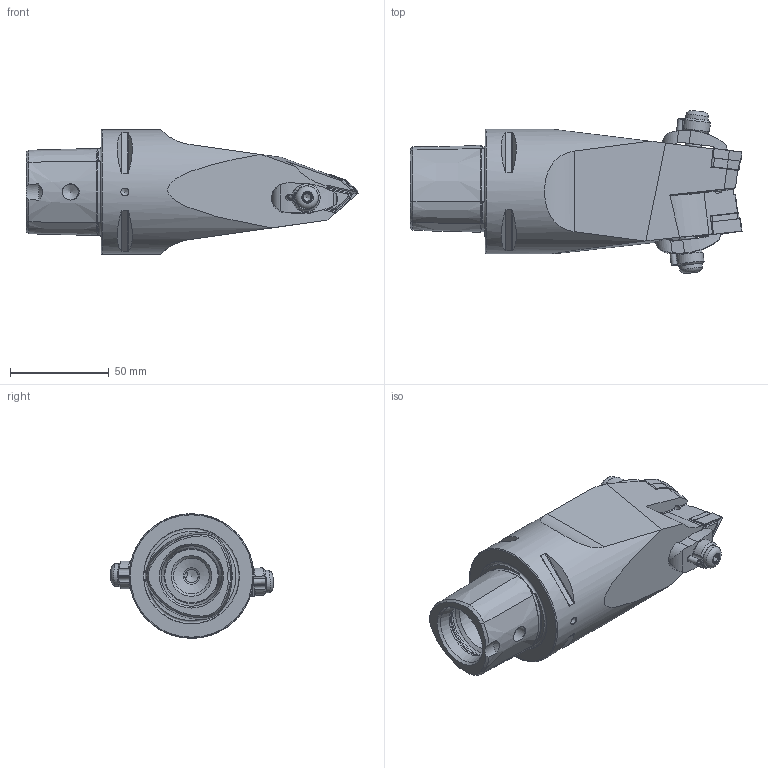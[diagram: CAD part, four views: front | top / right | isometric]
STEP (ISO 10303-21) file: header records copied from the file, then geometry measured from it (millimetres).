
FILE_DESCRIPTION (( 'STEP AP214' ), '1' );
FILE_NAME ('PS6.KWE.NYD.130.STEP', '2021-11-01T12:11:24', ( '' ), ( '' ), 'SwSTEP 2.0', 'SolidWorks 2017', '' );
FILE_SCHEMA (( 'AUTOMOTIVE_DESIGN' ));
Length unit declared in the file: millimetre
Products named in the file (12): WCC-ER3.102.024_C; WCC-ER4.103.032_A; WCC-ER2.001.010_A; WDF-ER2.101.003_A; PS6.KWE.NYD.130; DNMG150604; WCC-ER5.102.005_A; ISO 13337 - 3 x 12_PreviewCfg; WWE-ER2.101.004_A; WCC-ER5.102.012_B; WNMG080404; PS6-KWE.NYD.130_A
Assembly tree (17 placements, depth 2):
  PS6.KWE.NYD.130
    PS6-KWE.NYD.130_A
    WWE-ER2.101.004_A
    WCC-ER2.001.010_A  x2
    WDF-ER2.101.003_A
    WCC-ER3.102.024_C  x2
    WCC-ER5.102.012_B  x2
    WCC-ER4.103.032_A  x2
    WCC-ER5.102.005_A  x2
    ISO 13337 - 3 x 12_PreviewCfg  x2
    WNMG080404
    DNMG150604
Bounding box: 168 x 82.4 x 63 mm (x, y, z)
Volume: 297338.8 mm3; surface area: 49081.6 mm2
Topology: 17 solids, 17 shells, 499 faces, 1240 edges, 773 vertices
Faces by surface type: plane 179, cylinder 149, cone 103, torus 37, bspline 31
Full cylindrical faces by diameter (mm): 2 x6, 3 x4, 4 x1, 4.2 x2, 5 x4, 5.16 x2, 6 x2, 6.2 x8, 6.4 x1, 6.7 x1, 6.8 x3, 7 x6, 7.8 x1, 8.1 x2, 8.5 x3, 11.5 x2, 18 x1, 28 x2, 32 x1, 63 x1
Entity records: 13442 total; most frequent: CARTESIAN_POINT 4504, ORIENTED_EDGE 1694, DIRECTION 1647, EDGE_CURVE 847, AXIS2_PLACEMENT_3D 642, VERTEX_POINT 571, EDGE_LOOP 506, FACE_OUTER_BOUND 441
